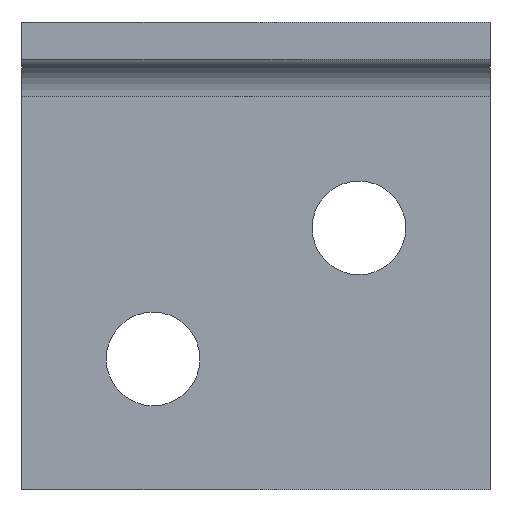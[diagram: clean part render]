
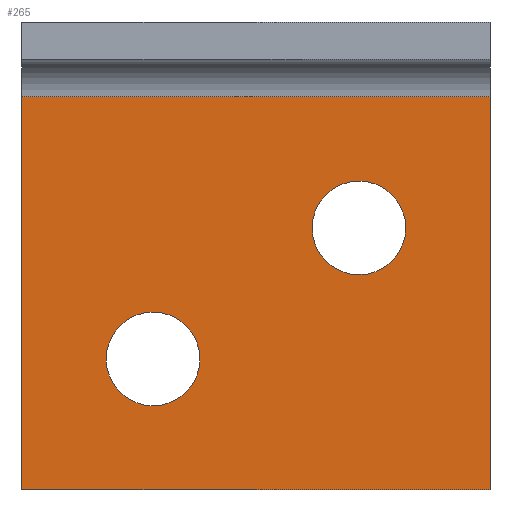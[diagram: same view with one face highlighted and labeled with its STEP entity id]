
A CAD part, front view. The second image highlights one B-rep face of the part: STEP entity #265.
In plain terms, the highlighted planar face has unit normal (0, -1, 0).
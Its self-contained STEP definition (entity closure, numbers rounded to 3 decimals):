
#18=FACE_BOUND('',#61,.T.);
#19=FACE_BOUND('',#62,.T.);
#24=PLANE('',#304);
#43=FACE_OUTER_BOUND('',#60,.T.);
#60=EDGE_LOOP('',(#228,#229,#230,#231));
#61=EDGE_LOOP('',(#232));
#62=EDGE_LOOP('',(#233));
#80=LINE('',#432,#104);
#85=LINE('',#443,#109);
#86=LINE('',#447,#110);
#87=LINE('',#448,#111);
#104=VECTOR('',#355,10.);
#109=VECTOR('',#366,10.);
#110=VECTOR('',#371,10.);
#111=VECTOR('',#372,10.);
#120=CIRCLE('',#292,2.5);
#122=CIRCLE('',#295,2.5);
#135=VERTEX_POINT('',#408);
#137=VERTEX_POINT('',#414);
#143=VERTEX_POINT('',#429);
#144=VERTEX_POINT('',#431);
#147=VERTEX_POINT('',#442);
#148=VERTEX_POINT('',#446);
#161=EDGE_CURVE('',#135,#135,#120,.T.);
#164=EDGE_CURVE('',#137,#137,#122,.T.);
#171=EDGE_CURVE('',#143,#144,#80,.T.);
#177=EDGE_CURVE('',#144,#147,#85,.T.);
#179=EDGE_CURVE('',#143,#148,#86,.T.);
#180=EDGE_CURVE('',#147,#148,#87,.T.);
#228=ORIENTED_EDGE('',*,*,#177,.F.);
#229=ORIENTED_EDGE('',*,*,#171,.F.);
#230=ORIENTED_EDGE('',*,*,#179,.T.);
#231=ORIENTED_EDGE('',*,*,#180,.F.);
#232=ORIENTED_EDGE('',*,*,#161,.T.);
#233=ORIENTED_EDGE('',*,*,#164,.T.);
#265=ADVANCED_FACE('',(#43,#18,#19),#24,.T.);
#292=AXIS2_PLACEMENT_3D('',#410,#334,#335);
#295=AXIS2_PLACEMENT_3D('',#416,#341,#342);
#304=AXIS2_PLACEMENT_3D('',#445,#369,#370);
#334=DIRECTION('center_axis',(0.,1.,0.));
#335=DIRECTION('ref_axis',(-1.,0.,0.));
#341=DIRECTION('center_axis',(0.,1.,0.));
#342=DIRECTION('ref_axis',(-1.,0.,0.));
#355=DIRECTION('',(0.,0.,1.));
#366=DIRECTION('',(1.,0.,0.));
#369=DIRECTION('center_axis',(0.,-1.,0.));
#370=DIRECTION('ref_axis',(0.,0.,-1.));
#371=DIRECTION('',(1.,0.,0.));
#372=DIRECTION('',(0.,0.,-1.));
#408=CARTESIAN_POINT('',(20.5,16.,19.));
#410=CARTESIAN_POINT('Origin',(18.,16.,19.));
#414=CARTESIAN_POINT('',(9.5,16.,12.));
#416=CARTESIAN_POINT('Origin',(7.,16.,12.));
#429=CARTESIAN_POINT('',(0.,16.,5.));
#431=CARTESIAN_POINT('',(0.,16.,26.));
#432=CARTESIAN_POINT('',(0.,16.,5.));
#442=CARTESIAN_POINT('',(25.,16.,26.));
#443=CARTESIAN_POINT('',(0.,16.,26.));
#445=CARTESIAN_POINT('Origin',(0.,16.,28.));
#446=CARTESIAN_POINT('',(25.,16.,5.));
#447=CARTESIAN_POINT('',(0.,16.,5.));
#448=CARTESIAN_POINT('',(25.,16.,5.));
